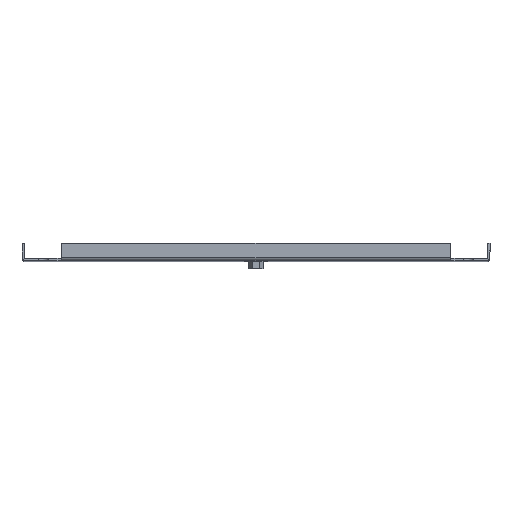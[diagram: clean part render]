
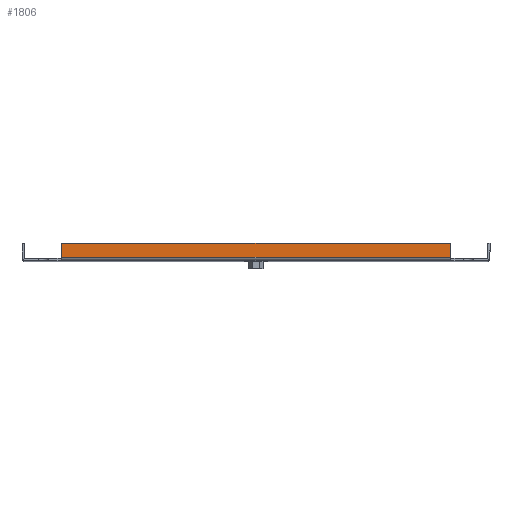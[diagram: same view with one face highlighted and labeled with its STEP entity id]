
A CAD part, top view. The second image highlights one B-rep face of the part: STEP entity #1806.
In plain terms, the highlighted planar face has unit normal (0, 0, 1).
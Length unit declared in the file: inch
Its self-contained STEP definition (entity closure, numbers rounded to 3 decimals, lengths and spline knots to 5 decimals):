
#22 = CARTESIAN_POINT ( 'NONE',  ( 8.5, 0.143, 15.2485 ) ) ;
#48 = CARTESIAN_POINT ( 'NONE',  ( 8.5, 0.08549, 15.2485 ) ) ;
#57 = LINE ( 'NONE', #622, #429 ) ;
#99 = DIRECTION ( 'NONE',  ( 0., 0., 1. ) ) ;
#110 = VERTEX_POINT ( 'NONE', #1092 ) ;
#169 = VERTEX_POINT ( 'NONE', #2049 ) ;
#175 = EDGE_CURVE ( 'NONE', #1594, #1565, #413, .T. ) ;
#413 = LINE ( 'NONE', #574, #1229 ) ;
#418 = DIRECTION ( 'NONE',  ( 0., 1., 0. ) ) ;
#429 = VECTOR ( 'NONE', #465, 39.37008 ) ;
#465 = DIRECTION ( 'NONE',  ( -1., 0., 0. ) ) ;
#483 = PLANE ( 'NONE',  #1495 ) ;
#574 = CARTESIAN_POINT ( 'NONE',  ( -8.5, 0.08549, 15.2485 ) ) ;
#622 = CARTESIAN_POINT ( 'NONE',  ( -8.5, 0.75, 15.2485 ) ) ;
#684 = FACE_OUTER_BOUND ( 'NONE', #2260, .T. ) ;
#728 = CARTESIAN_POINT ( 'NONE',  ( -8.5, 0.75, 15.2485 ) ) ;
#840 = CARTESIAN_POINT ( 'NONE',  ( -8.5, 0.143, 15.2485 ) ) ;
#928 = VECTOR ( 'NONE', #418, 39.37008 ) ;
#950 = ORIENTED_EDGE ( 'NONE', *, *, #1988, .T. ) ;
#1001 = DIRECTION ( 'NONE',  ( 0., -1., 0. ) ) ;
#1092 = CARTESIAN_POINT ( 'NONE',  ( 8.5, 0.143, 15.2485 ) ) ;
#1216 = LINE ( 'NONE', #48, #928 ) ;
#1229 = VECTOR ( 'NONE', #1713, 39.37008 ) ;
#1303 = ORIENTED_EDGE ( 'NONE', *, *, #1647, .F. ) ;
#1312 = VECTOR ( 'NONE', #1482, 39.37008 ) ;
#1482 = DIRECTION ( 'NONE',  ( -1., 0., 0. ) ) ;
#1495 = AXIS2_PLACEMENT_3D ( 'NONE', #1574, #99, #1001 ) ;
#1565 = VERTEX_POINT ( 'NONE', #840 ) ;
#1574 = CARTESIAN_POINT ( 'NONE',  ( -8.5, 0.08549, 15.2485 ) ) ;
#1594 = VERTEX_POINT ( 'NONE', #728 ) ;
#1647 = EDGE_CURVE ( 'NONE', #110, #1565, #2367, .T. ) ;
#1713 = DIRECTION ( 'NONE',  ( 0., -1., 0. ) ) ;
#1758 = ORIENTED_EDGE ( 'NONE', *, *, #175, .T. ) ;
#1806 = ADVANCED_FACE ( 'NONE', ( #684 ), #483, .T. ) ;
#1988 = EDGE_CURVE ( 'NONE', #110, #169, #1216, .T. ) ;
#2009 = ORIENTED_EDGE ( 'NONE', *, *, #2178, .T. ) ;
#2049 = CARTESIAN_POINT ( 'NONE',  ( 8.5, 0.75, 15.2485 ) ) ;
#2178 = EDGE_CURVE ( 'NONE', #169, #1594, #57, .T. ) ;
#2260 = EDGE_LOOP ( 'NONE', ( #950, #2009, #1758, #1303 ) ) ;
#2367 = LINE ( 'NONE', #22, #1312 ) ;
